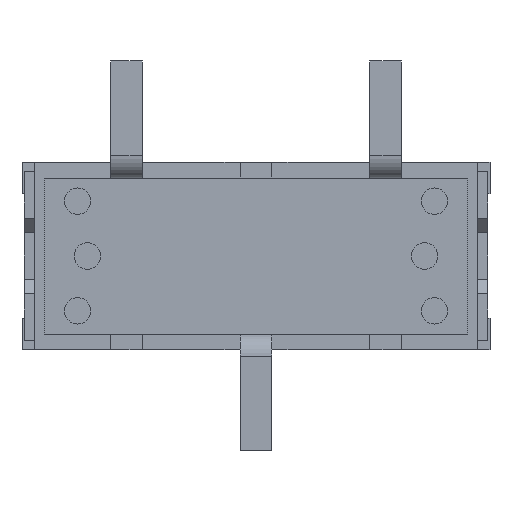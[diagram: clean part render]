
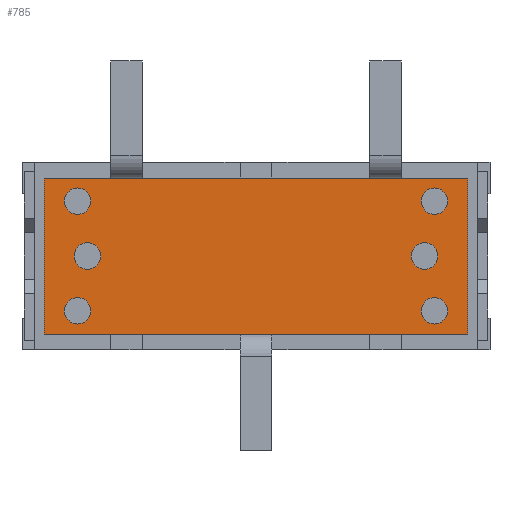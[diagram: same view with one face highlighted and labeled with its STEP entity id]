
A CAD part, front view. The second image highlights one B-rep face of the part: STEP entity #785.
In plain terms, the highlighted planar face has unit normal (0, -1, 0).
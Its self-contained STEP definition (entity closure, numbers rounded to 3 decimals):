
#785 = ADVANCED_FACE('',(#786,#820,#840,#860,#880,#900,#920),#940,.F.);
#786 = FACE_BOUND('',#787,.T.);
#787 = EDGE_LOOP('',(#788,#798,#806,#814));
#788 = ORIENTED_EDGE('',*,*,#789,.F.);
#789 = EDGE_CURVE('',#790,#792,#794,.T.);
#790 = VERTEX_POINT('',#791);
#791 = CARTESIAN_POINT('',(-4.064,0.305,1.499));
#792 = VERTEX_POINT('',#793);
#793 = CARTESIAN_POINT('',(4.064,0.305,1.499));
#794 = LINE('',#795,#796);
#795 = CARTESIAN_POINT('',(0.,0.305,1.499));
#796 = VECTOR('',#797,1.);
#797 = DIRECTION('',(1.,0.,0.));
#798 = ORIENTED_EDGE('',*,*,#799,.F.);
#799 = EDGE_CURVE('',#800,#790,#802,.T.);
#800 = VERTEX_POINT('',#801);
#801 = CARTESIAN_POINT('',(-4.064,0.305,-1.499));
#802 = LINE('',#803,#804);
#803 = CARTESIAN_POINT('',(-4.064,0.305,0.));
#804 = VECTOR('',#805,1.);
#805 = DIRECTION('',(-0.,-0.,1.));
#806 = ORIENTED_EDGE('',*,*,#807,.F.);
#807 = EDGE_CURVE('',#808,#800,#810,.T.);
#808 = VERTEX_POINT('',#809);
#809 = CARTESIAN_POINT('',(4.064,0.305,-1.499));
#810 = LINE('',#811,#812);
#811 = CARTESIAN_POINT('',(0.,0.305,-1.499));
#812 = VECTOR('',#813,1.);
#813 = DIRECTION('',(-1.,-0.,-0.));
#814 = ORIENTED_EDGE('',*,*,#815,.F.);
#815 = EDGE_CURVE('',#792,#808,#816,.T.);
#816 = LINE('',#817,#818);
#817 = CARTESIAN_POINT('',(4.064,0.305,0.));
#818 = VECTOR('',#819,1.);
#819 = DIRECTION('',(0.,0.,-1.));
#820 = FACE_BOUND('',#821,.T.);
#821 = EDGE_LOOP('',(#822,#833));
#822 = ORIENTED_EDGE('',*,*,#823,.F.);
#823 = EDGE_CURVE('',#824,#826,#828,.T.);
#824 = VERTEX_POINT('',#825);
#825 = CARTESIAN_POINT('',(3.683,0.305,1.054));
#826 = VERTEX_POINT('',#827);
#827 = CARTESIAN_POINT('',(3.175,0.305,1.054));
#828 = CIRCLE('',#829,0.254);
#829 = AXIS2_PLACEMENT_3D('',#830,#831,#832);
#830 = CARTESIAN_POINT('',(3.429,0.305,1.054));
#831 = DIRECTION('',(-0.,-1.,0.));
#832 = DIRECTION('',(1.,-0.,0.));
#833 = ORIENTED_EDGE('',*,*,#834,.F.);
#834 = EDGE_CURVE('',#826,#824,#835,.T.);
#835 = CIRCLE('',#836,0.254);
#836 = AXIS2_PLACEMENT_3D('',#837,#838,#839);
#837 = CARTESIAN_POINT('',(3.429,0.305,1.054));
#838 = DIRECTION('',(-0.,-1.,0.));
#839 = DIRECTION('',(1.,-0.,0.));
#840 = FACE_BOUND('',#841,.T.);
#841 = EDGE_LOOP('',(#842,#853));
#842 = ORIENTED_EDGE('',*,*,#843,.F.);
#843 = EDGE_CURVE('',#844,#846,#848,.T.);
#844 = VERTEX_POINT('',#845);
#845 = CARTESIAN_POINT('',(3.175,0.305,-1.054));
#846 = VERTEX_POINT('',#847);
#847 = CARTESIAN_POINT('',(3.683,0.305,-1.054));
#848 = CIRCLE('',#849,0.254);
#849 = AXIS2_PLACEMENT_3D('',#850,#851,#852);
#850 = CARTESIAN_POINT('',(3.429,0.305,-1.054));
#851 = DIRECTION('',(-0.,-1.,0.));
#852 = DIRECTION('',(1.,-0.,0.));
#853 = ORIENTED_EDGE('',*,*,#854,.F.);
#854 = EDGE_CURVE('',#846,#844,#855,.T.);
#855 = CIRCLE('',#856,0.254);
#856 = AXIS2_PLACEMENT_3D('',#857,#858,#859);
#857 = CARTESIAN_POINT('',(3.429,0.305,-1.054));
#858 = DIRECTION('',(-0.,-1.,0.));
#859 = DIRECTION('',(1.,-0.,0.));
#860 = FACE_BOUND('',#861,.T.);
#861 = EDGE_LOOP('',(#862,#873));
#862 = ORIENTED_EDGE('',*,*,#863,.F.);
#863 = EDGE_CURVE('',#864,#866,#868,.T.);
#864 = VERTEX_POINT('',#865);
#865 = CARTESIAN_POINT('',(-3.175,0.305,1.054));
#866 = VERTEX_POINT('',#867);
#867 = CARTESIAN_POINT('',(-3.683,0.305,1.054));
#868 = CIRCLE('',#869,0.254);
#869 = AXIS2_PLACEMENT_3D('',#870,#871,#872);
#870 = CARTESIAN_POINT('',(-3.429,0.305,1.054));
#871 = DIRECTION('',(-0.,-1.,0.));
#872 = DIRECTION('',(1.,-0.,0.));
#873 = ORIENTED_EDGE('',*,*,#874,.F.);
#874 = EDGE_CURVE('',#866,#864,#875,.T.);
#875 = CIRCLE('',#876,0.254);
#876 = AXIS2_PLACEMENT_3D('',#877,#878,#879);
#877 = CARTESIAN_POINT('',(-3.429,0.305,1.054));
#878 = DIRECTION('',(-0.,-1.,0.));
#879 = DIRECTION('',(1.,-0.,0.));
#880 = FACE_BOUND('',#881,.T.);
#881 = EDGE_LOOP('',(#882,#893));
#882 = ORIENTED_EDGE('',*,*,#883,.F.);
#883 = EDGE_CURVE('',#884,#886,#888,.T.);
#884 = VERTEX_POINT('',#885);
#885 = CARTESIAN_POINT('',(-3.175,0.305,-1.054));
#886 = VERTEX_POINT('',#887);
#887 = CARTESIAN_POINT('',(-3.683,0.305,-1.054));
#888 = CIRCLE('',#889,0.254);
#889 = AXIS2_PLACEMENT_3D('',#890,#891,#892);
#890 = CARTESIAN_POINT('',(-3.429,0.305,-1.054));
#891 = DIRECTION('',(-0.,-1.,0.));
#892 = DIRECTION('',(1.,-0.,0.));
#893 = ORIENTED_EDGE('',*,*,#894,.F.);
#894 = EDGE_CURVE('',#886,#884,#895,.T.);
#895 = CIRCLE('',#896,0.254);
#896 = AXIS2_PLACEMENT_3D('',#897,#898,#899);
#897 = CARTESIAN_POINT('',(-3.429,0.305,-1.054));
#898 = DIRECTION('',(-0.,-1.,0.));
#899 = DIRECTION('',(1.,-0.,0.));
#900 = FACE_BOUND('',#901,.T.);
#901 = EDGE_LOOP('',(#902,#913));
#902 = ORIENTED_EDGE('',*,*,#903,.F.);
#903 = EDGE_CURVE('',#904,#906,#908,.T.);
#904 = VERTEX_POINT('',#905);
#905 = CARTESIAN_POINT('',(2.985,0.305,0.));
#906 = VERTEX_POINT('',#907);
#907 = CARTESIAN_POINT('',(3.493,0.305,0.));
#908 = CIRCLE('',#909,0.254);
#909 = AXIS2_PLACEMENT_3D('',#910,#911,#912);
#910 = CARTESIAN_POINT('',(3.239,0.305,0.));
#911 = DIRECTION('',(-0.,-1.,0.));
#912 = DIRECTION('',(1.,-0.,0.));
#913 = ORIENTED_EDGE('',*,*,#914,.F.);
#914 = EDGE_CURVE('',#906,#904,#915,.T.);
#915 = CIRCLE('',#916,0.254);
#916 = AXIS2_PLACEMENT_3D('',#917,#918,#919);
#917 = CARTESIAN_POINT('',(3.239,0.305,0.));
#918 = DIRECTION('',(-0.,-1.,0.));
#919 = DIRECTION('',(1.,-0.,0.));
#920 = FACE_BOUND('',#921,.T.);
#921 = EDGE_LOOP('',(#922,#933));
#922 = ORIENTED_EDGE('',*,*,#923,.F.);
#923 = EDGE_CURVE('',#924,#926,#928,.T.);
#924 = VERTEX_POINT('',#925);
#925 = CARTESIAN_POINT('',(-2.985,0.305,0.));
#926 = VERTEX_POINT('',#927);
#927 = CARTESIAN_POINT('',(-3.493,0.305,0.));
#928 = CIRCLE('',#929,0.254);
#929 = AXIS2_PLACEMENT_3D('',#930,#931,#932);
#930 = CARTESIAN_POINT('',(-3.239,0.305,0.));
#931 = DIRECTION('',(-0.,-1.,0.));
#932 = DIRECTION('',(1.,-0.,0.));
#933 = ORIENTED_EDGE('',*,*,#934,.F.);
#934 = EDGE_CURVE('',#926,#924,#935,.T.);
#935 = CIRCLE('',#936,0.254);
#936 = AXIS2_PLACEMENT_3D('',#937,#938,#939);
#937 = CARTESIAN_POINT('',(-3.239,0.305,0.));
#938 = DIRECTION('',(-0.,-1.,0.));
#939 = DIRECTION('',(1.,-0.,0.));
#940 = PLANE('',#941);
#941 = AXIS2_PLACEMENT_3D('',#942,#943,#944);
#942 = CARTESIAN_POINT('',(0.,0.305,0.
    ));
#943 = DIRECTION('',(-0.,1.,0.));
#944 = DIRECTION('',(1.,0.,0.));
